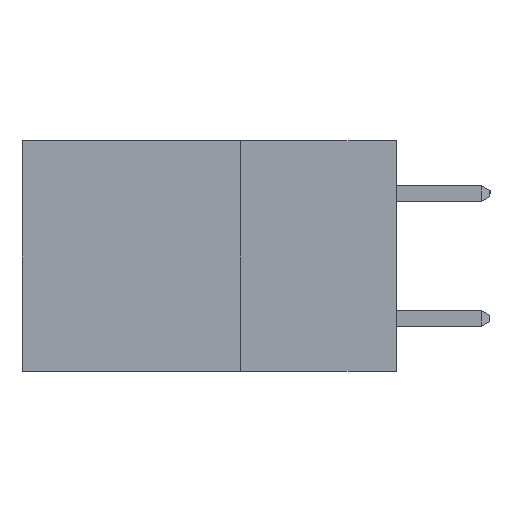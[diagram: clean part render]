
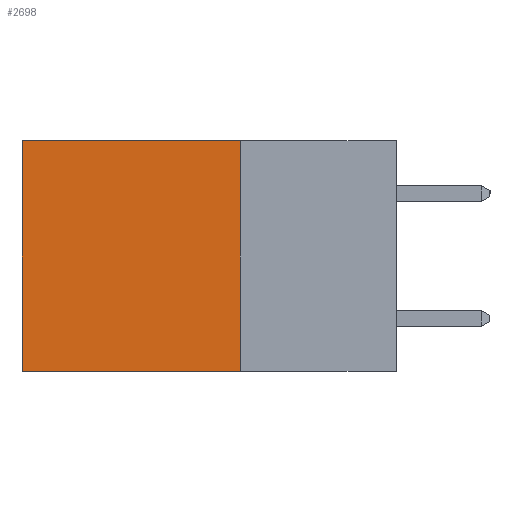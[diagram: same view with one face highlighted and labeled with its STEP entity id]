
A CAD part, left-side view. The second image highlights one B-rep face of the part: STEP entity #2698.
In plain terms, the highlighted planar face has unit normal (-1, 0, 0).
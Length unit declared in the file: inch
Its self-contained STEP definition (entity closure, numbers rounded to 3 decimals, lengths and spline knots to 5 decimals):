
#275 = ORIENTED_EDGE ( 'NONE', *, *, #3191, .T. ) ;
#350 = DIRECTION ( 'NONE',  ( 0., 1., 0. ) ) ;
#430 = VECTOR ( 'NONE', #350, 39.37008 ) ;
#469 = AXIS2_PLACEMENT_3D ( 'NONE', #6030, #2148, #5272 ) ;
#570 = CARTESIAN_POINT ( 'NONE',  ( 0.2615, 0.6, 0. ) ) ;
#981 = DIRECTION ( 'NONE',  ( 0., 1., 0. ) ) ;
#984 = VERTEX_POINT ( 'NONE', #570 ) ;
#1198 = EDGE_CURVE ( 'NONE', #4258, #984, #9715, .T. ) ;
#1525 = VECTOR ( 'NONE', #4029, 39.37008 ) ;
#1742 = VERTEX_POINT ( 'NONE', #7551 ) ;
#1772 = CARTESIAN_POINT ( 'NONE',  ( 0.2615, 0.25, 0. ) ) ;
#1929 = VERTEX_POINT ( 'NONE', #6920 ) ;
#2148 = DIRECTION ( 'NONE',  ( 1., 0., 0. ) ) ;
#2387 = LINE ( 'NONE', #5507, #1525 ) ;
#2531 = CARTESIAN_POINT ( 'NONE',  ( 0.2615, 0.25, -0.37 ) ) ;
#2698 = ADVANCED_FACE ( 'NONE', ( #6735 ), #9095, .F. ) ;
#3191 = EDGE_CURVE ( 'NONE', #984, #1742, #6350, .T. ) ;
#3454 = EDGE_CURVE ( 'NONE', #1929, #1742, #4933, .T. ) ;
#4029 = DIRECTION ( 'NONE',  ( 0., 0., -1. ) ) ;
#4258 = VERTEX_POINT ( 'NONE', #1772 ) ;
#4849 = DIRECTION ( 'NONE',  ( 0., 0., -1. ) ) ;
#4933 = LINE ( 'NONE', #2531, #7829 ) ;
#5072 = CARTESIAN_POINT ( 'NONE',  ( 0.2615, 0.25, 0. ) ) ;
#5272 = DIRECTION ( 'NONE',  ( 0., 0., -1. ) ) ;
#5507 = CARTESIAN_POINT ( 'NONE',  ( 0.2615, 0.25, -0.37 ) ) ;
#6030 = CARTESIAN_POINT ( 'NONE',  ( 0.2615, 0.25, -0.37 ) ) ;
#6350 = LINE ( 'NONE', #8712, #7326 ) ;
#6666 = ORIENTED_EDGE ( 'NONE', *, *, #1198, .T. ) ;
#6735 = FACE_OUTER_BOUND ( 'NONE', #7771, .T. ) ;
#6920 = CARTESIAN_POINT ( 'NONE',  ( 0.2615, 0.25, -0.37 ) ) ;
#7326 = VECTOR ( 'NONE', #4849, 39.37008 ) ;
#7551 = CARTESIAN_POINT ( 'NONE',  ( 0.2615, 0.6, -0.37 ) ) ;
#7559 = ORIENTED_EDGE ( 'NONE', *, *, #9416, .F. ) ;
#7771 = EDGE_LOOP ( 'NONE', ( #275, #8269, #7559, #6666 ) ) ;
#7829 = VECTOR ( 'NONE', #981, 39.37008 ) ;
#8269 = ORIENTED_EDGE ( 'NONE', *, *, #3454, .F. ) ;
#8712 = CARTESIAN_POINT ( 'NONE',  ( 0.2615, 0.6, -0.37 ) ) ;
#9095 = PLANE ( 'NONE',  #469 ) ;
#9416 = EDGE_CURVE ( 'NONE', #4258, #1929, #2387, .T. ) ;
#9715 = LINE ( 'NONE', #5072, #430 ) ;
